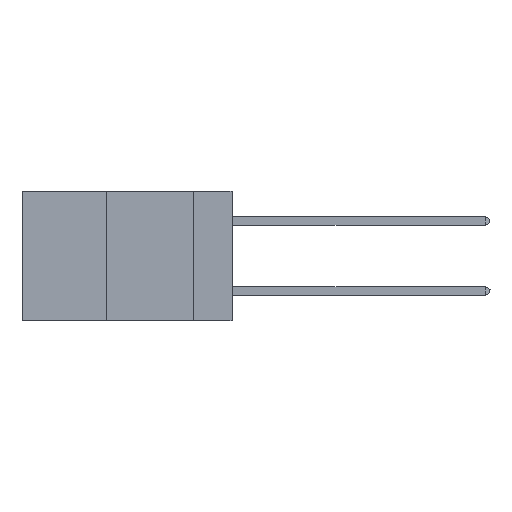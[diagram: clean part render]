
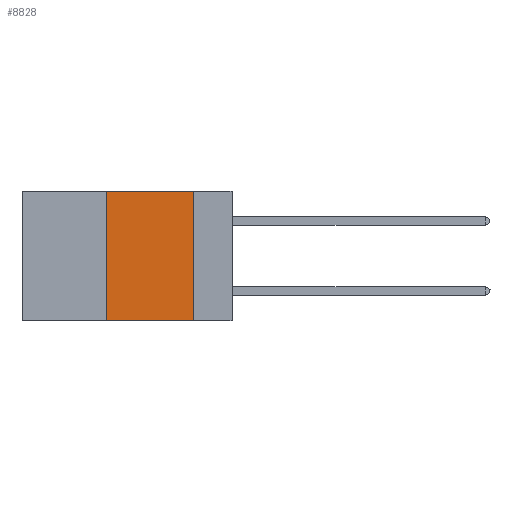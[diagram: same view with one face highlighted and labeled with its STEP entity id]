
A CAD part, left-side view. The second image highlights one B-rep face of the part: STEP entity #8828.
In plain terms, the highlighted planar face has unit normal (-1, 0, 0).
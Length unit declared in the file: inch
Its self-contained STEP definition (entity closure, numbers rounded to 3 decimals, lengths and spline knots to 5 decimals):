
#174 = EDGE_CURVE ( 'NONE', #15870, #13412, #6423, .T. ) ;
#448 = CARTESIAN_POINT ( 'NONE',  ( 0., 0.6, -0.37 ) ) ;
#688 = EDGE_LOOP ( 'NONE', ( #19738, #9287, #15379, #15142 ) ) ;
#1223 = LINE ( 'NONE', #448, #11050 ) ;
#2022 = DIRECTION ( 'NONE',  ( 0., 0., 1. ) ) ;
#3713 = CARTESIAN_POINT ( 'NONE',  ( 0., 0.6, 0. ) ) ;
#6353 = LINE ( 'NONE', #18985, #17474 ) ;
#6423 = LINE ( 'NONE', #8982, #9341 ) ;
#6527 = EDGE_CURVE ( 'NONE', #10120, #15870, #13738, .T. ) ;
#7005 = CARTESIAN_POINT ( 'NONE',  ( 0., 0.11, -0.37 ) ) ;
#8444 = DIRECTION ( 'NONE',  ( 0., 0., -1. ) ) ;
#8828 = ADVANCED_FACE ( 'NONE', ( #10849 ), #11452, .F. ) ;
#8858 = CARTESIAN_POINT ( 'NONE',  ( 0., 0.36, -0.37 ) ) ;
#8922 = DIRECTION ( 'NONE',  ( 0., -1., 0. ) ) ;
#8982 = CARTESIAN_POINT ( 'NONE',  ( 0., 0.6, 0. ) ) ;
#9287 = ORIENTED_EDGE ( 'NONE', *, *, #174, .F. ) ;
#9341 = VECTOR ( 'NONE', #8922, 39.37008 ) ;
#10069 = EDGE_CURVE ( 'NONE', #10120, #12655, #1223, .T. ) ;
#10117 = DIRECTION ( 'NONE',  ( 0., 0., -1. ) ) ;
#10118 = EDGE_CURVE ( 'NONE', #13412, #12655, #6353, .T. ) ;
#10120 = VERTEX_POINT ( 'NONE', #8858 ) ;
#10215 = DIRECTION ( 'NONE',  ( 0., -1., 0. ) ) ;
#10849 = FACE_OUTER_BOUND ( 'NONE', #688, .T. ) ;
#11050 = VECTOR ( 'NONE', #10215, 39.37008 ) ;
#11452 = PLANE ( 'NONE',  #15083 ) ;
#11517 = DIRECTION ( 'NONE',  ( 1., 0., 0. ) ) ;
#12655 = VERTEX_POINT ( 'NONE', #7005 ) ;
#13412 = VERTEX_POINT ( 'NONE', #19587 ) ;
#13738 = LINE ( 'NONE', #15684, #16370 ) ;
#15083 = AXIS2_PLACEMENT_3D ( 'NONE', #3713, #11517, #10117 ) ;
#15142 = ORIENTED_EDGE ( 'NONE', *, *, #10069, .T. ) ;
#15379 = ORIENTED_EDGE ( 'NONE', *, *, #6527, .F. ) ;
#15684 = CARTESIAN_POINT ( 'NONE',  ( 0., 0.36, 0. ) ) ;
#15789 = CARTESIAN_POINT ( 'NONE',  ( 0., 0.36, 0. ) ) ;
#15870 = VERTEX_POINT ( 'NONE', #15789 ) ;
#16370 = VECTOR ( 'NONE', #2022, 39.37008 ) ;
#17474 = VECTOR ( 'NONE', #8444, 39.37008 ) ;
#18985 = CARTESIAN_POINT ( 'NONE',  ( 0., 0.11, 0. ) ) ;
#19587 = CARTESIAN_POINT ( 'NONE',  ( 0., 0.11, 0. ) ) ;
#19738 = ORIENTED_EDGE ( 'NONE', *, *, #10118, .F. ) ;
